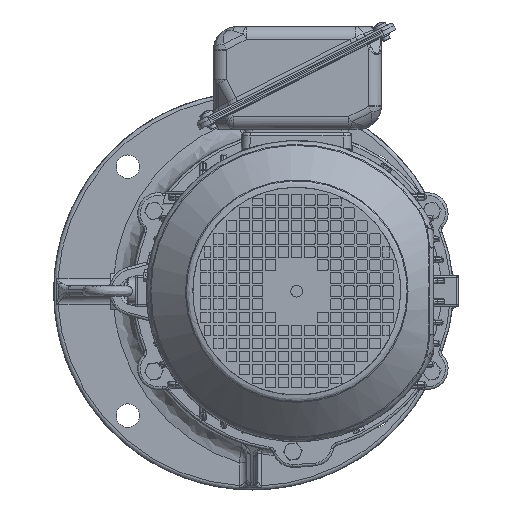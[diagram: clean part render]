
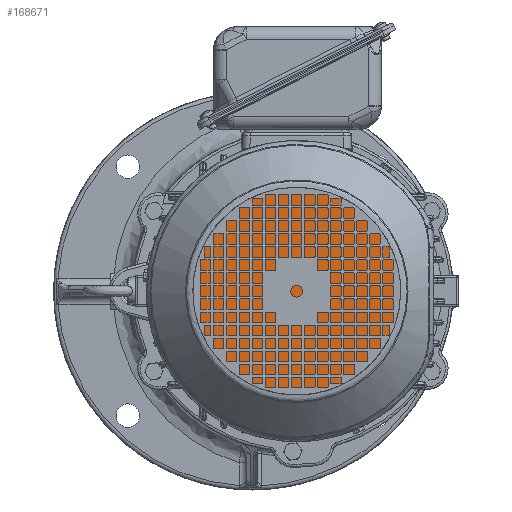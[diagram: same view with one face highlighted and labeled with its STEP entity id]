
A CAD part, left-side view. The second image highlights one B-rep face of the part: STEP entity #168671.
In plain terms, the highlighted planar face has unit normal (-1, 0, 0).
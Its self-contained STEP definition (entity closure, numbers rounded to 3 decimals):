
#6786 = ORIENTED_EDGE ( 'NONE', *, *, #116269, .T. ) ;
#10393 = DIRECTION ( 'NONE',  ( 0., -1., 0. ) ) ;
#29076 = CARTESIAN_POINT ( 'NONE',  ( -240., -3., 0. ) ) ;
#38145 = CARTESIAN_POINT ( 'NONE',  ( -240., 96., 0. ) ) ;
#49766 = DIRECTION ( 'NONE',  ( -1., 0., 0. ) ) ;
#52898 = EDGE_LOOP ( 'NONE', ( #6786 ) ) ;
#55035 = DIRECTION ( 'NONE',  ( 0., 1., 0. ) ) ;
#57994 = CIRCLE ( 'NONE', #89353, 97.5 ) ;
#66222 = CARTESIAN_POINT ( 'NONE',  ( -240., 94.5, 0. ) ) ;
#72161 = AXIS2_PLACEMENT_3D ( 'NONE', #38145, #49766, #10393 ) ;
#89353 = AXIS2_PLACEMENT_3D ( 'NONE', #29076, #136386, #55035 ) ;
#116269 = EDGE_CURVE ( 'NONE', #173541, #173541, #57994, .T. ) ;
#120381 = PLANE ( 'NONE',  #72161 ) ;
#136386 = DIRECTION ( 'NONE',  ( -1., 0., 0. ) ) ;
#146323 = FACE_OUTER_BOUND ( 'NONE', #52898, .T. ) ;
#168671 = ADVANCED_FACE ( 'NONE', ( #146323 ), #120381, .T. ) ;
#173541 = VERTEX_POINT ( 'NONE', #66222 ) ;
